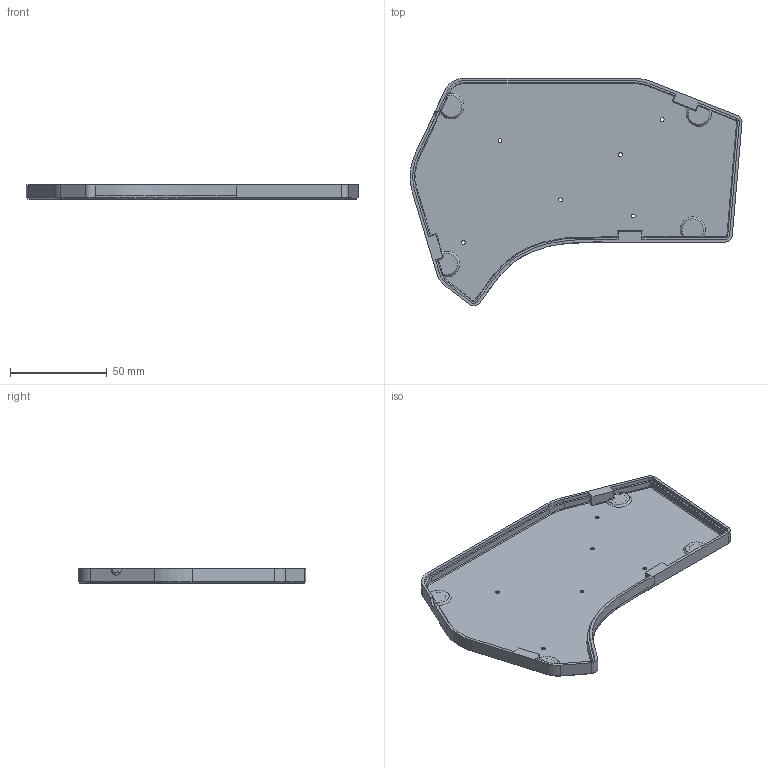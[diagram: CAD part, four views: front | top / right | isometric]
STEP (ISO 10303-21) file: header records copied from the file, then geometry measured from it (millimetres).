
FILE_DESCRIPTION(/* description */ (''),/* implementation_level */ '2;1');
FILE_NAME(/* name */ 'Birdy44 v31-Case.step',/* time_stamp */ '2023-09-24T07:47:24+02:00',/* author */ (''),/* organization */ (''),/* preprocessor_version */ 'ST-DEVELOPER v20',/* originating_system */ 'Autodesk Translation Framework v12.14.0.127',/* authorisation */ '');
FILE_SCHEMA (('AUTOMOTIVE_DESIGN { 1 0 10303 214 3 1 1 }'));
Length unit declared in the file: millimetre
Products named in the file (2): Birdy44; Case
Assembly tree (1 placements, depth 2):
  Birdy44
    Case
Bounding box: 171.73 x 117.9 x 7.3 mm (x, y, z)
Volume: 31583.3 mm3; surface area: 35863 mm2
Topology: 1 solids, 8 shells, 213 faces, 507 edges, 322 vertices
Faces by surface type: plane 133, cylinder 45, cone 29, bspline 6
Full cylindrical faces by diameter (mm): 2 x6, 3.5 x6, 7 x6, 8.1 x4
Entity records: 6907 total; most frequent: CARTESIAN_POINT 1928, ORIENTED_EDGE 1014, DIRECTION 1011, EDGE_CURVE 507, AXIS2_PLACEMENT_3D 340, LINE 331, VECTOR 331, VERTEX_POINT 322
